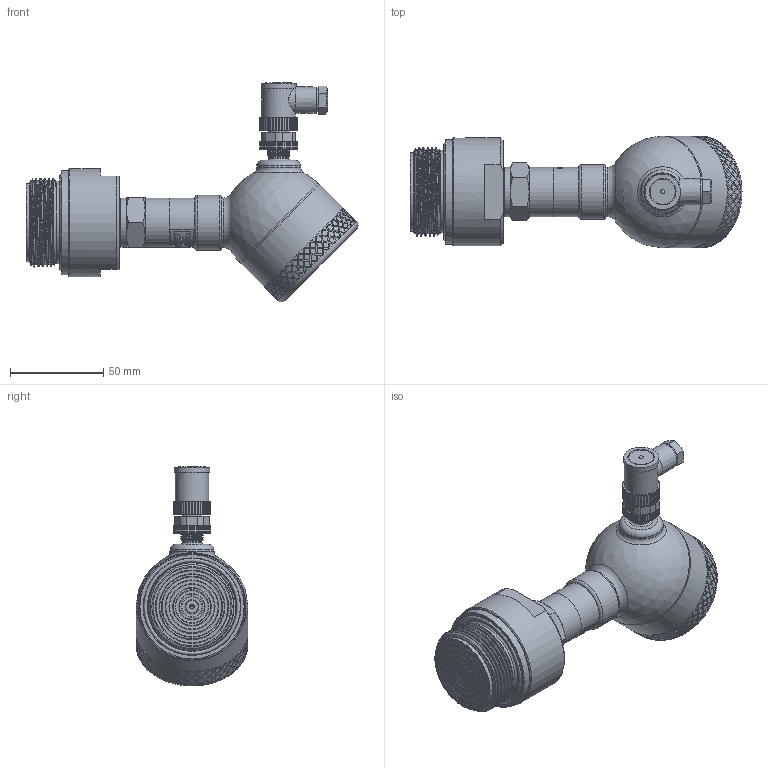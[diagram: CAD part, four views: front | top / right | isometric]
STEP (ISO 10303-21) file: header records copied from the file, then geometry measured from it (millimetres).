
FILE_DESCRIPTION(/* description */ (''),/* implementation_level */ '2;1');
FILE_NAME(/* name */ 'APZ3420mFH_G1-1''2DIN-flush_2_display.step',/* time_stamp */ '2021-07-07T16:11:00+03:00',/* author */ (''),/* organization */ (''),/* preprocessor_version */ 'ST-DEVELOPER v18.1',/* originating_system */ 'Autodesk Translation Framework v10.9.0.1377',/* authorisation */ '');
FILE_SCHEMA (('AUTOMOTIVE_DESIGN { 1 0 10303 214 3 1 1 }'));
Length unit declared in the file: millimetre
Products named in the file (9): АПЗ420М-полевойкорпус-
заполненный; Заполненный полевой 
корпус v13; Cover for display; Display; Main body; M12x1 adapter; M12x1 female angular v10; G1\4EN; G1-1'2DIN diaphragm 42 v6 (1)
Assembly tree (7 placements, depth 3):
  АПЗ420М-полевойкорпус-
заполненный
    Заполненный полевой 
корпус v13
      Cover for display
      Display
      Main body
      M12x1 adapter
      M12x1 female angular v10
    G1\4EN
  G1-1'2DIN diaphragm 42 v6 (1)
Bounding box: 178.38 x 60.1 x 118.16 mm (x, y, z)
Volume: 337428.6 mm3; surface area: 66739.2 mm2
Topology: 18 solids, 18 shells, 1909 faces, 4803 edges, 3161 vertices
Faces by surface type: bspline 982, cylinder 541, plane 310, torus 40, cone 33, sphere 3
Full cylindrical faces by diameter (mm): 0.012 x1, 1 x4, 2 x1, 3.3 x1, 4 x1, 5 x7, 6.116 x1, 7 x1, 8 x1, 9.3 x1, 9.471 x2, 9.5 x2, 10.5 x2, 10.741 x7, 11 x1, 11.035 x4, 11.156 x1, 11.445 x4, 11.884 x6, 12.152 x4, 13 x1, 13.157 x9, 18 x1, 19 x1, 19.7 x1, 21.6 x1, 21.767 x1, 22.4 x1, 23.6 x1, 24.5 x2
Entity records: 87315 total; most frequent: CARTESIAN_POINT 48775, ORIENTED_EDGE 9602, EDGE_CURVE 4801, DIRECTION 4792, VERTEX_POINT 3161, B_SPLINE_CURVE_WITH_KNOTS 2772, EDGE_LOOP 2180, FACE_OUTER_BOUND 1909
